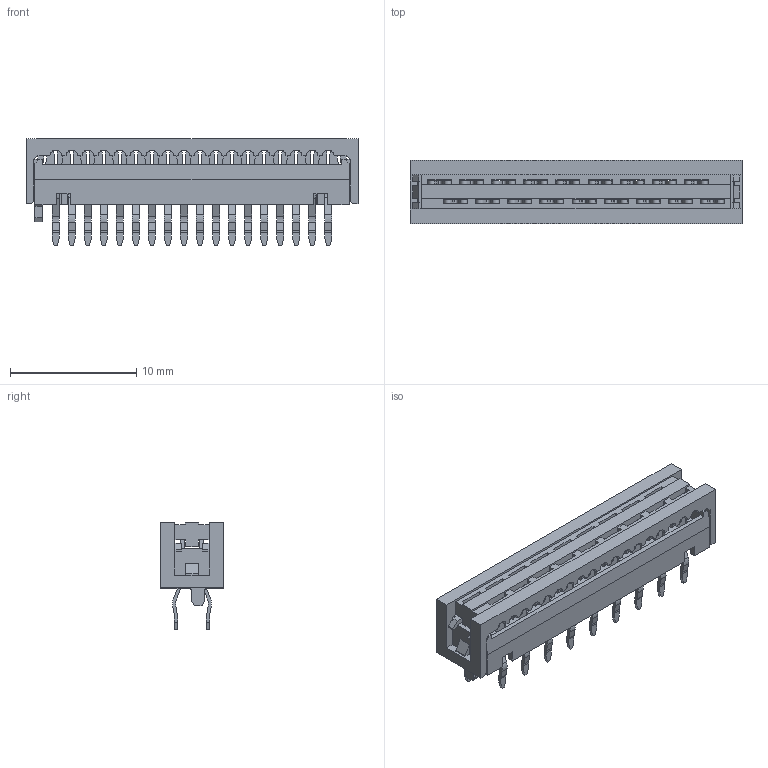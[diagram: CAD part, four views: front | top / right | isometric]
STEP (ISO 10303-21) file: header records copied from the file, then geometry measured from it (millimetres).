
FILE_DESCRIPTION(/* description */ ('Unknown'),/* implementation_level */ '2;1');
FILE_NAME(/* name */ 'J_Wurth_WR-MM_690207101872',/* time_stamp */ '2025-05-26T17:36:54+08:00',/* author */ ('Unknown'),/* organization */ ('Unknown'),/* preprocessor_version */ 'ST-DEVELOPER v19.4',/* originating_system */ 'Solid Edge',/* authorisation */ 'Unknown');
FILE_SCHEMA (('AUTOMOTIVE_DESIGN {1 0 10303 214 3 1 1}'));
Length unit declared in the file: millimetre
Products named in the file (2): J_Wurth_WR-MM_690207101872
Assembly tree (1 placements, depth 2):
  J_Wurth_WR-MM_690207101872
    J_Wurth_WR-MM_690207101872
Bounding box: 26.29 x 5 x 8.45 mm (x, y, z)
Volume: 385.2 mm3; surface area: 1613.7 mm2
Topology: 20 solids, 20 shells, 1346 faces, 4022 edges, 2656 vertices
Faces by surface type: plane 946, cylinder 400
Entity records: 45295 total; most frequent: ORIENTED_EDGE 8044, CARTESIAN_POINT 8026, DIRECTION 7518, EDGE_CURVE 4022, LINE 3222, VECTOR 3222, VERTEX_POINT 2656, AXIS2_PLACEMENT_3D 2148
